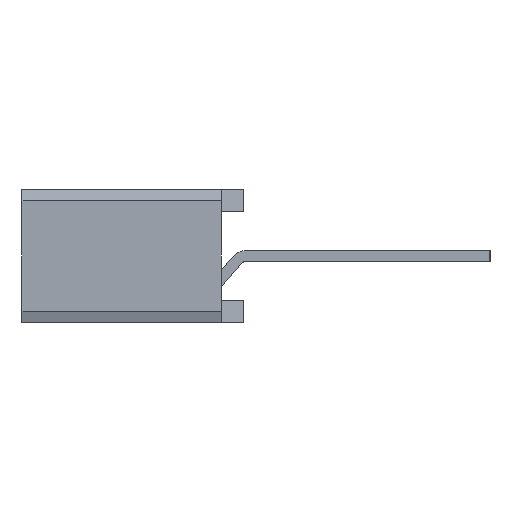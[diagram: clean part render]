
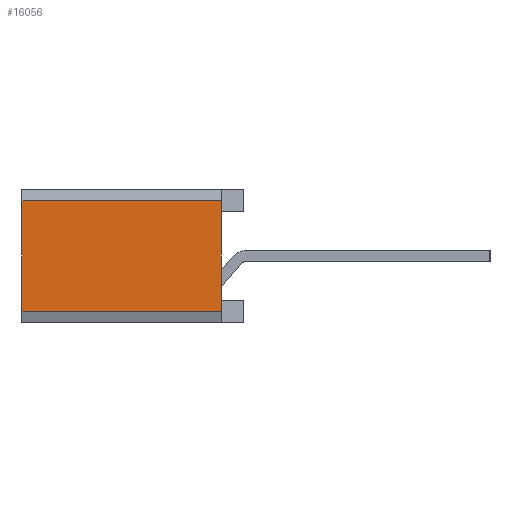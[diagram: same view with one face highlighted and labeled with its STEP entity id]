
A CAD part, left-side view. The second image highlights one B-rep face of the part: STEP entity #16056.
In plain terms, the highlighted planar face has unit normal (-1, 0, 0).
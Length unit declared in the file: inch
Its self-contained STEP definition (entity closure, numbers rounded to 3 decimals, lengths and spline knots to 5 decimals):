
#916=ORIENTED_EDGE('',*,*,#5505,.T.);
#917=ORIENTED_EDGE('',*,*,#5506,.T.);
#918=ORIENTED_EDGE('',*,*,#5507,.T.);
#919=ORIENTED_EDGE('',*,*,#5508,.F.);
#5505=EDGE_CURVE('',#7754,#7755,#9405,.T.);
#5506=EDGE_CURVE('',#7755,#7756,#9406,.T.);
#5507=EDGE_CURVE('',#7756,#7757,#9407,.T.);
#5508=EDGE_CURVE('',#7754,#7757,#9408,.T.);
#7754=VERTEX_POINT('',#23271);
#7755=VERTEX_POINT('',#23272);
#7756=VERTEX_POINT('',#23274);
#7757=VERTEX_POINT('',#23276);
#9405=LINE('',#23270,#11649);
#9406=LINE('',#23273,#11650);
#9407=LINE('',#23275,#11651);
#9408=LINE('',#23277,#11652);
#11649=VECTOR('',#18696,39.37008);
#11650=VECTOR('',#18697,39.37008);
#11651=VECTOR('',#18698,39.37008);
#11652=VECTOR('',#18699,39.37008);
#13386=EDGE_LOOP('',(#916,#917,#918,#919));
#14316=FACE_BOUND('',#13386,.T.);
#15246=PLANE('',#16952);
#16056=ADVANCED_FACE('',(#14316),#15246,.F.);
#16952=AXIS2_PLACEMENT_3D('',#23269,#18694,#18695);
#18694=DIRECTION('',(1.,0.,0.));
#18695=DIRECTION('',(0.,0.,-1.));
#18696=DIRECTION('',(0.,-1.,0.));
#18697=DIRECTION('',(0.,0.,1.));
#18698=DIRECTION('',(0.,1.,0.));
#18699=DIRECTION('',(0.,0.,1.));
#23269=CARTESIAN_POINT('',(-1.2,0.2,-0.06));
#23270=CARTESIAN_POINT('',(-1.2,0.2,-0.05));
#23271=CARTESIAN_POINT('',(-1.2,0.2,-0.05));
#23272=CARTESIAN_POINT('',(-1.2,0.02,-0.05));
#23273=CARTESIAN_POINT('',(-1.2,0.02,-0.04));
#23274=CARTESIAN_POINT('',(-1.2,0.02,0.05));
#23275=CARTESIAN_POINT('',(-1.2,0.2,0.05));
#23276=CARTESIAN_POINT('',(-1.2,0.2,0.05));
#23277=CARTESIAN_POINT('',(-1.2,0.2,-0.06));
